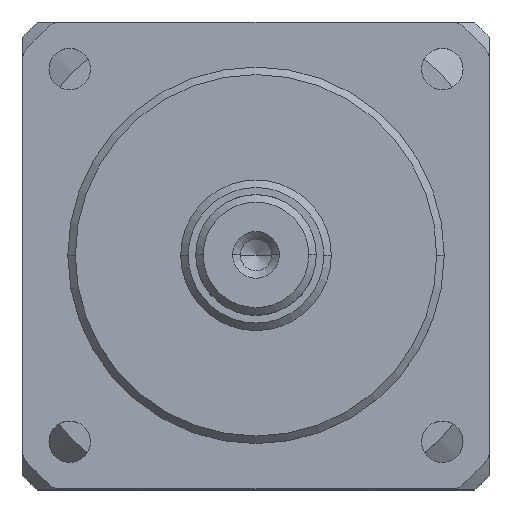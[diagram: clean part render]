
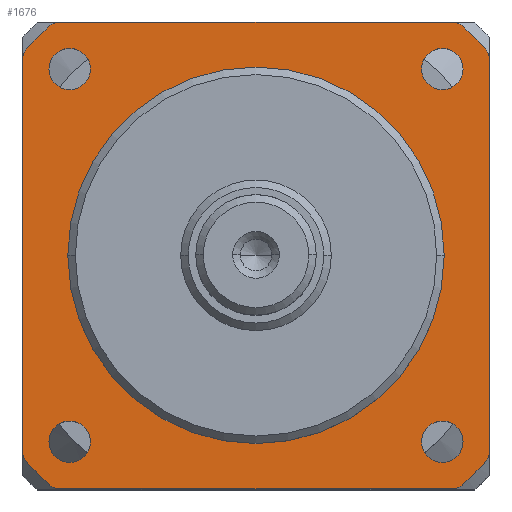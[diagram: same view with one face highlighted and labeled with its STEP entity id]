
A CAD part, top view. The second image highlights one B-rep face of the part: STEP entity #1676.
In plain terms, the highlighted planar face has unit normal (0, 0, 1).
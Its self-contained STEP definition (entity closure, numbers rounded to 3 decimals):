
#183=DIRECTION('',(0.,1.,0.));
#184=VECTOR('',#183,52.154);
#185=CARTESIAN_POINT('',(344.951,120.388,51.7));
#186=LINE('',#185,#184);
#245=DIRECTION('',(-1.,0.,0.));
#246=VECTOR('',#245,52.154);
#247=CARTESIAN_POINT('',(402.027,115.465,51.7));
#248=LINE('',#247,#246);
#297=DIRECTION('',(0.,-1.,0.));
#298=VECTOR('',#297,52.154);
#299=CARTESIAN_POINT('',(406.951,172.542,51.7));
#300=LINE('',#299,#298);
#301=CARTESIAN_POINT('',(375.951,146.465,51.7));
#302=DIRECTION('',(0.,0.,1.));
#303=DIRECTION('',(0.669,-0.744,0.));
#304=AXIS2_PLACEMENT_3D('',#301,#302,#303);
#306=CARTESIAN_POINT('',(402.027,117.465,51.7));
#307=DIRECTION('',(0.,0.,1.));
#308=DIRECTION('',(0.,-1.,0.));
#309=AXIS2_PLACEMENT_3D('',#306,#307,#308);
#311=CARTESIAN_POINT('',(349.874,117.465,51.7));
#312=DIRECTION('',(0.,0.,1.));
#313=DIRECTION('',(-0.669,-0.744,0.));
#314=AXIS2_PLACEMENT_3D('',#311,#312,#313);
#316=CARTESIAN_POINT('',(375.951,146.465,51.7));
#317=DIRECTION('',(0.,0.,1.));
#318=DIRECTION('',(-0.744,-0.669,0.));
#319=AXIS2_PLACEMENT_3D('',#316,#317,#318);
#321=CARTESIAN_POINT('',(346.951,120.388,51.7));
#322=DIRECTION('',(0.,0.,1.));
#323=DIRECTION('',(-1.,0.,0.));
#324=AXIS2_PLACEMENT_3D('',#321,#322,#323);
#326=CARTESIAN_POINT('',(346.951,172.542,51.7));
#327=DIRECTION('',(0.,0.,1.));
#328=DIRECTION('',(-0.744,0.669,0.));
#329=AXIS2_PLACEMENT_3D('',#326,#327,#328);
#331=CARTESIAN_POINT('',(375.951,146.465,51.7));
#332=DIRECTION('',(0.,0.,1.));
#333=DIRECTION('',(-0.669,0.744,0.));
#334=AXIS2_PLACEMENT_3D('',#331,#332,#333);
#336=CARTESIAN_POINT('',(349.874,175.465,51.7));
#337=DIRECTION('',(0.,0.,1.));
#338=DIRECTION('',(0.,1.,0.));
#339=AXIS2_PLACEMENT_3D('',#336,#337,#338);
#341=CARTESIAN_POINT('',(402.027,175.465,51.7));
#342=DIRECTION('',(0.,0.,1.));
#343=DIRECTION('',(0.669,0.744,0.));
#344=AXIS2_PLACEMENT_3D('',#341,#342,#343);
#346=CARTESIAN_POINT('',(375.951,146.465,51.7));
#347=DIRECTION('',(0.,0.,1.));
#348=DIRECTION('',(0.744,0.669,0.));
#349=AXIS2_PLACEMENT_3D('',#346,#347,#348);
#351=CARTESIAN_POINT('',(404.951,172.542,51.7));
#352=DIRECTION('',(0.,0.,1.));
#353=DIRECTION('',(1.,0.,0.));
#354=AXIS2_PLACEMENT_3D('',#351,#352,#353);
#356=CARTESIAN_POINT('',(404.951,120.388,51.7));
#357=DIRECTION('',(0.,0.,1.));
#358=DIRECTION('',(0.744,-0.669,0.));
#359=AXIS2_PLACEMENT_3D('',#356,#357,#358);
#361=CARTESIAN_POINT('',(351.202,171.214,51.7));
#362=DIRECTION('',(0.,0.,-1.));
#363=DIRECTION('',(-1.,0.,0.));
#364=AXIS2_PLACEMENT_3D('',#361,#362,#363);
#366=CARTESIAN_POINT('',(351.202,171.214,51.7));
#367=DIRECTION('',(0.,0.,-1.));
#368=DIRECTION('',(1.,0.,0.));
#369=AXIS2_PLACEMENT_3D('',#366,#367,#368);
#371=CARTESIAN_POINT('',(400.699,171.214,51.7));
#372=DIRECTION('',(0.,0.,-1.));
#373=DIRECTION('',(-1.,0.,0.));
#374=AXIS2_PLACEMENT_3D('',#371,#372,#373);
#376=CARTESIAN_POINT('',(400.699,171.214,51.7));
#377=DIRECTION('',(0.,0.,-1.));
#378=DIRECTION('',(1.,0.,0.));
#379=AXIS2_PLACEMENT_3D('',#376,#377,#378);
#381=CARTESIAN_POINT('',(400.699,121.716,51.7));
#382=DIRECTION('',(0.,0.,-1.));
#383=DIRECTION('',(-1.,0.,0.));
#384=AXIS2_PLACEMENT_3D('',#381,#382,#383);
#386=CARTESIAN_POINT('',(400.699,121.716,51.7));
#387=DIRECTION('',(0.,0.,-1.));
#388=DIRECTION('',(1.,0.,0.));
#389=AXIS2_PLACEMENT_3D('',#386,#387,#388);
#391=CARTESIAN_POINT('',(351.202,121.716,51.7));
#392=DIRECTION('',(0.,0.,-1.));
#393=DIRECTION('',(-1.,0.,0.));
#394=AXIS2_PLACEMENT_3D('',#391,#392,#393);
#396=CARTESIAN_POINT('',(351.202,121.716,51.7));
#397=DIRECTION('',(0.,0.,-1.));
#398=DIRECTION('',(1.,0.,0.));
#399=AXIS2_PLACEMENT_3D('',#396,#397,#398);
#401=CARTESIAN_POINT('',(375.951,146.465,51.7));
#402=DIRECTION('',(0.,0.,-1.));
#403=DIRECTION('',(1.,0.,0.));
#404=AXIS2_PLACEMENT_3D('',#401,#402,#403);
#406=CARTESIAN_POINT('',(375.951,146.465,51.7));
#407=DIRECTION('',(0.,0.,-1.));
#408=DIRECTION('',(-1.,0.,0.));
#409=AXIS2_PLACEMENT_3D('',#406,#407,#408);
#549=DIRECTION('',(1.,0.,0.));
#550=VECTOR('',#549,52.154);
#551=CARTESIAN_POINT('',(349.874,177.465,51.7));
#552=LINE('',#551,#550);
#1030=CARTESIAN_POINT('',(403.365,115.978,51.7));
#1032=VERTEX_POINT('',#1030);
#1037=CARTESIAN_POINT('',(406.951,172.542,51.7));
#1038=CARTESIAN_POINT('',(406.951,120.388,51.7));
#1039=VERTEX_POINT('',#1037);
#1040=VERTEX_POINT('',#1038);
#1066=CARTESIAN_POINT('',(348.452,171.214,51.7));
#1067=CARTESIAN_POINT('',(353.952,171.214,51.7));
#1068=VERTEX_POINT('',#1066);
#1069=VERTEX_POINT('',#1067);
#1100=CARTESIAN_POINT('',(348.537,115.978,51.7));
#1101=VERTEX_POINT('',#1100);
#1110=CARTESIAN_POINT('',(344.951,120.388,51.7));
#1111=CARTESIAN_POINT('',(344.951,172.542,51.7));
#1112=VERTEX_POINT('',#1110);
#1113=VERTEX_POINT('',#1111);
#1118=CARTESIAN_POINT('',(403.365,176.952,51.7));
#1119=CARTESIAN_POINT('',(402.027,177.465,51.7));
#1120=VERTEX_POINT('',#1118);
#1121=VERTEX_POINT('',#1119);
#1128=CARTESIAN_POINT('',(403.449,121.716,51.7));
#1129=CARTESIAN_POINT('',(397.949,121.716,51.7));
#1130=VERTEX_POINT('',#1128);
#1131=VERTEX_POINT('',#1129);
#1136=CARTESIAN_POINT('',(403.449,171.214,51.7));
#1138=VERTEX_POINT('',#1136);
#1154=CARTESIAN_POINT('',(349.874,115.465,51.7));
#1155=VERTEX_POINT('',#1154);
#1214=CARTESIAN_POINT('',(397.949,171.214,51.7));
#1215=VERTEX_POINT('',#1214);
#1224=CARTESIAN_POINT('',(406.438,173.879,51.7));
#1225=VERTEX_POINT('',#1224);
#1230=CARTESIAN_POINT('',(350.951,146.465,51.7));
#1231=VERTEX_POINT('',#1230);
#1232=CARTESIAN_POINT('',(349.874,177.465,51.7));
#1233=VERTEX_POINT('',#1232);
#1238=CARTESIAN_POINT('',(406.438,119.051,51.7));
#1239=VERTEX_POINT('',#1238);
#1250=CARTESIAN_POINT('',(348.537,176.952,51.7));
#1251=VERTEX_POINT('',#1250);
#1254=CARTESIAN_POINT('',(345.463,173.879,51.7));
#1255=VERTEX_POINT('',#1254);
#1260=CARTESIAN_POINT('',(402.027,115.465,51.7));
#1261=VERTEX_POINT('',#1260);
#1286=CARTESIAN_POINT('',(353.952,121.716,51.7));
#1287=CARTESIAN_POINT('',(348.452,121.716,51.7));
#1288=VERTEX_POINT('',#1286);
#1289=VERTEX_POINT('',#1287);
#1294=CARTESIAN_POINT('',(345.463,119.051,51.7));
#1295=VERTEX_POINT('',#1294);
#1296=CARTESIAN_POINT('',(400.951,146.465,51.7));
#1297=VERTEX_POINT('',#1296);
#1610=CARTESIAN_POINT('',(0.,0.,51.7));
#1611=DIRECTION('',(0.,0.,1.));
#1612=DIRECTION('',(1.,0.,0.));
#1613=AXIS2_PLACEMENT_3D('',#1610,#1611,#1612);
#1614=PLANE('',#1613);
#1616=ORIENTED_EDGE('',*,*,#1615,.F.);
#1618=ORIENTED_EDGE('',*,*,#1617,.F.);
#1619=ORIENTED_EDGE('',*,*,#1548,.T.);
#1621=ORIENTED_EDGE('',*,*,#1620,.F.);
#1623=ORIENTED_EDGE('',*,*,#1622,.F.);
#1625=ORIENTED_EDGE('',*,*,#1624,.F.);
#1626=ORIENTED_EDGE('',*,*,#1497,.T.);
#1628=ORIENTED_EDGE('',*,*,#1627,.F.);
#1630=ORIENTED_EDGE('',*,*,#1629,.F.);
#1632=ORIENTED_EDGE('',*,*,#1631,.F.);
#1634=ORIENTED_EDGE('',*,*,#1633,.T.);
#1636=ORIENTED_EDGE('',*,*,#1635,.F.);
#1638=ORIENTED_EDGE('',*,*,#1637,.F.);
#1640=ORIENTED_EDGE('',*,*,#1639,.F.);
#1641=ORIENTED_EDGE('',*,*,#1593,.T.);
#1643=ORIENTED_EDGE('',*,*,#1642,.F.);
#1644=EDGE_LOOP('',(#1616,#1618,#1619,#1621,#1623,#1625,#1626,#1628,#1630,#1632,
#1634,#1636,#1638,#1640,#1641,#1643));
#1645=FACE_OUTER_BOUND('',#1644,.F.);
#1647=ORIENTED_EDGE('',*,*,#1646,.F.);
#1649=ORIENTED_EDGE('',*,*,#1648,.F.);
#1650=EDGE_LOOP('',(#1647,#1649));
#1651=FACE_BOUND('',#1650,.F.);
#1653=ORIENTED_EDGE('',*,*,#1652,.F.);
#1655=ORIENTED_EDGE('',*,*,#1654,.F.);
#1656=EDGE_LOOP('',(#1653,#1655));
#1657=FACE_BOUND('',#1656,.F.);
#1659=ORIENTED_EDGE('',*,*,#1658,.F.);
#1661=ORIENTED_EDGE('',*,*,#1660,.F.);
#1662=EDGE_LOOP('',(#1659,#1661));
#1663=FACE_BOUND('',#1662,.F.);
#1665=ORIENTED_EDGE('',*,*,#1664,.F.);
#1667=ORIENTED_EDGE('',*,*,#1666,.F.);
#1668=EDGE_LOOP('',(#1665,#1667));
#1669=FACE_BOUND('',#1668,.F.);
#1671=ORIENTED_EDGE('',*,*,#1670,.F.);
#1673=ORIENTED_EDGE('',*,*,#1672,.F.);
#1674=EDGE_LOOP('',(#1671,#1673));
#1675=FACE_BOUND('',#1674,.F.);
#1676=ADVANCED_FACE('',(#1645,#1651,#1657,#1663,#1669,#1675),#1614,.T.);
#305=CIRCLE('',#304,41.);
#310=CIRCLE('',#309,2.);
#315=CIRCLE('',#314,2.);
#320=CIRCLE('',#319,41.);
#325=CIRCLE('',#324,2.);
#330=CIRCLE('',#329,2.);
#335=CIRCLE('',#334,41.);
#340=CIRCLE('',#339,2.);
#345=CIRCLE('',#344,2.);
#350=CIRCLE('',#349,41.);
#355=CIRCLE('',#354,2.);
#360=CIRCLE('',#359,2.);
#365=CIRCLE('',#364,2.75);
#370=CIRCLE('',#369,2.75);
#375=CIRCLE('',#374,2.75);
#380=CIRCLE('',#379,2.75);
#385=CIRCLE('',#384,2.75);
#390=CIRCLE('',#389,2.75);
#395=CIRCLE('',#394,2.75);
#400=CIRCLE('',#399,2.75);
#405=CIRCLE('',#404,25.);
#410=CIRCLE('',#409,25.);
#1497=EDGE_CURVE('',#1112,#1113,#186,.T.);
#1548=EDGE_CURVE('',#1261,#1155,#248,.T.);
#1593=EDGE_CURVE('',#1039,#1040,#300,.T.);
#1615=EDGE_CURVE('',#1032,#1239,#305,.T.);
#1617=EDGE_CURVE('',#1261,#1032,#310,.T.);
#1620=EDGE_CURVE('',#1101,#1155,#315,.T.);
#1622=EDGE_CURVE('',#1295,#1101,#320,.T.);
#1624=EDGE_CURVE('',#1112,#1295,#325,.T.);
#1627=EDGE_CURVE('',#1255,#1113,#330,.T.);
#1629=EDGE_CURVE('',#1251,#1255,#335,.T.);
#1631=EDGE_CURVE('',#1233,#1251,#340,.T.);
#1633=EDGE_CURVE('',#1233,#1121,#552,.T.);
#1635=EDGE_CURVE('',#1120,#1121,#345,.T.);
#1637=EDGE_CURVE('',#1225,#1120,#350,.T.);
#1639=EDGE_CURVE('',#1039,#1225,#355,.T.);
#1642=EDGE_CURVE('',#1239,#1040,#360,.T.);
#1646=EDGE_CURVE('',#1068,#1069,#365,.T.);
#1648=EDGE_CURVE('',#1069,#1068,#370,.T.);
#1652=EDGE_CURVE('',#1215,#1138,#375,.T.);
#1654=EDGE_CURVE('',#1138,#1215,#380,.T.);
#1658=EDGE_CURVE('',#1131,#1130,#385,.T.);
#1660=EDGE_CURVE('',#1130,#1131,#390,.T.);
#1664=EDGE_CURVE('',#1289,#1288,#395,.T.);
#1666=EDGE_CURVE('',#1288,#1289,#400,.T.);
#1670=EDGE_CURVE('',#1297,#1231,#405,.T.);
#1672=EDGE_CURVE('',#1231,#1297,#410,.T.);
